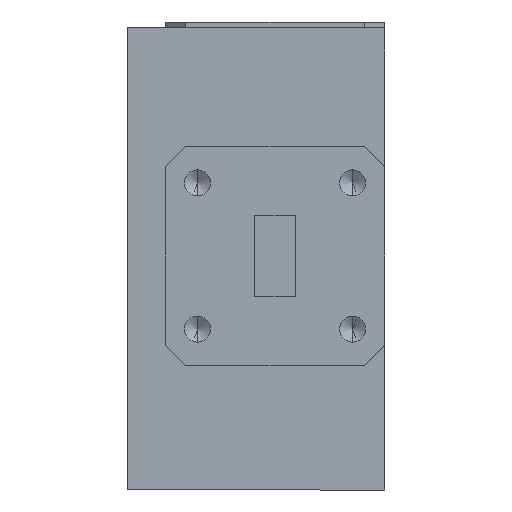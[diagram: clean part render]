
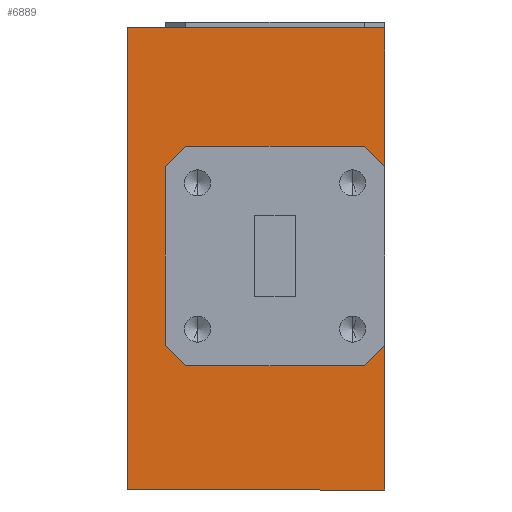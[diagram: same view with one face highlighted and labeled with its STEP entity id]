
A CAD part, left-side view. The second image highlights one B-rep face of the part: STEP entity #6889.
In plain terms, the highlighted planar face has unit normal (-1, 0, 0).
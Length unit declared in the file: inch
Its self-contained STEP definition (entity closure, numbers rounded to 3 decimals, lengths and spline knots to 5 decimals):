
#17 = DIRECTION ( 'NONE',  ( -1., 0., 0. ) ) ;
#146 = VERTEX_POINT ( 'NONE', #1376 ) ;
#147 = VECTOR ( 'NONE', #3831, 39.37008 ) ;
#233 = DIRECTION ( 'NONE',  ( 0., -1., 0. ) ) ;
#270 = ORIENTED_EDGE ( 'NONE', *, *, #2456, .T. ) ;
#470 = CARTESIAN_POINT ( 'NONE',  ( -0.78, 0., 0. ) ) ;
#563 = FACE_OUTER_BOUND ( 'NONE', #5439, .T. ) ;
#805 = VERTEX_POINT ( 'NONE', #6330 ) ;
#864 = EDGE_CURVE ( 'NONE', #1400, #5779, #7249, .T. ) ;
#873 = EDGE_CURVE ( 'NONE', #1400, #5928, #7283, .T. ) ;
#965 = ORIENTED_EDGE ( 'NONE', *, *, #1625, .F. ) ;
#974 = LINE ( 'NONE', #4580, #5822 ) ;
#1043 = ORIENTED_EDGE ( 'NONE', *, *, #2915, .T. ) ;
#1154 = CARTESIAN_POINT ( 'NONE',  ( -0.78, 0., 0.78 ) ) ;
#1376 = CARTESIAN_POINT ( 'NONE',  ( -0.78, 0., -0.305 ) ) ;
#1400 = VERTEX_POINT ( 'NONE', #3697 ) ;
#1507 = LINE ( 'NONE', #2153, #4115 ) ;
#1625 = EDGE_CURVE ( 'NONE', #7179, #805, #5492, .T. ) ;
#1843 = LINE ( 'NONE', #470, #6880 ) ;
#1878 = VECTOR ( 'NONE', #3232, 39.37008 ) ;
#1892 = VERTEX_POINT ( 'NONE', #2785 ) ;
#1927 = LINE ( 'NONE', #5371, #2185 ) ;
#1953 = VERTEX_POINT ( 'NONE', #6437 ) ;
#1974 = CARTESIAN_POINT ( 'NONE',  ( -0.78, 0.75, -0.305 ) ) ;
#2121 = CARTESIAN_POINT ( 'NONE',  ( -0.78, 0.75, 0.305 ) ) ;
#2153 = CARTESIAN_POINT ( 'NONE',  ( -0.78, 0., 0. ) ) ;
#2185 = VECTOR ( 'NONE', #233, 39.37008 ) ;
#2220 = DIRECTION ( 'NONE',  ( 0., -1., 0. ) ) ;
#2373 = VECTOR ( 'NONE', #2220, 39.37008 ) ;
#2456 = EDGE_CURVE ( 'NONE', #7179, #5779, #1507, .T. ) ;
#2629 = ORIENTED_EDGE ( 'NONE', *, *, #4254, .T. ) ;
#2695 = ORIENTED_EDGE ( 'NONE', *, *, #5783, .T. ) ;
#2735 = VERTEX_POINT ( 'NONE', #6539 ) ;
#2785 = CARTESIAN_POINT ( 'NONE',  ( -0.78, 0.68, -0.375 ) ) ;
#2844 = ORIENTED_EDGE ( 'NONE', *, *, #4672, .T. ) ;
#2851 = CARTESIAN_POINT ( 'NONE',  ( -0.78, 0.44, 0. ) ) ;
#2915 = EDGE_CURVE ( 'NONE', #3378, #805, #1927, .T. ) ;
#3148 = VECTOR ( 'NONE', #4791, 39.37008 ) ;
#3174 = CARTESIAN_POINT ( 'NONE',  ( -0.78, 0.68, -0.375 ) ) ;
#3232 = DIRECTION ( 'NONE',  ( 0., -1., 0. ) ) ;
#3279 = VECTOR ( 'NONE', #7188, 39.37008 ) ;
#3343 = DIRECTION ( 'NONE',  ( 0., 0., 1. ) ) ;
#3378 = VERTEX_POINT ( 'NONE', #5353 ) ;
#3455 = CARTESIAN_POINT ( 'NONE',  ( -0.78, 0.88, 0. ) ) ;
#3471 = DIRECTION ( 'NONE',  ( 0., 0., 1. ) ) ;
#3489 = CARTESIAN_POINT ( 'NONE',  ( -0.78, 0., 0.305 ) ) ;
#3529 = ORIENTED_EDGE ( 'NONE', *, *, #4981, .T. ) ;
#3543 = ORIENTED_EDGE ( 'NONE', *, *, #864, .F. ) ;
#3697 = CARTESIAN_POINT ( 'NONE',  ( -0.78, 0.88, 0.78 ) ) ;
#3700 = LINE ( 'NONE', #6055, #6267 ) ;
#3820 = CARTESIAN_POINT ( 'NONE',  ( -0.78, 0.44, 0.78 ) ) ;
#3831 = DIRECTION ( 'NONE',  ( 0., 0.707, 0.707 ) ) ;
#4105 = CARTESIAN_POINT ( 'NONE',  ( -0.78, 0.75, 0.305 ) ) ;
#4115 = VECTOR ( 'NONE', #4476, 39.37008 ) ;
#4163 = EDGE_CURVE ( 'NONE', #1892, #1953, #4407, .T. ) ;
#4233 = VERTEX_POINT ( 'NONE', #6575 ) ;
#4254 = EDGE_CURVE ( 'NONE', #4233, #146, #1843, .T. ) ;
#4360 = ORIENTED_EDGE ( 'NONE', *, *, #873, .T. ) ;
#4407 = LINE ( 'NONE', #6737, #1878 ) ;
#4476 = DIRECTION ( 'NONE',  ( 0., 0., 1. ) ) ;
#4580 = CARTESIAN_POINT ( 'NONE',  ( -0.78, 0.445, -0.8 ) ) ;
#4672 = EDGE_CURVE ( 'NONE', #5724, #3378, #4988, .T. ) ;
#4687 = PLANE ( 'NONE',  #7343 ) ;
#4791 = DIRECTION ( 'NONE',  ( 0., 0.707, 0.707 ) ) ;
#4946 = VECTOR ( 'NONE', #6662, 39.37008 ) ;
#4968 = ORIENTED_EDGE ( 'NONE', *, *, #6203, .F. ) ;
#4981 = EDGE_CURVE ( 'NONE', #1892, #2735, #5009, .T. ) ;
#4988 = LINE ( 'NONE', #4105, #4946 ) ;
#4990 = ORIENTED_EDGE ( 'NONE', *, *, #6946, .T. ) ;
#5009 = LINE ( 'NONE', #3174, #147 ) ;
#5083 = DIRECTION ( 'NONE',  ( 0., -1., 0. ) ) ;
#5247 = ORIENTED_EDGE ( 'NONE', *, *, #4163, .F. ) ;
#5353 = CARTESIAN_POINT ( 'NONE',  ( -0.78, 0.68, 0.375 ) ) ;
#5371 = CARTESIAN_POINT ( 'NONE',  ( -0.78, 0.68, 0.375 ) ) ;
#5439 = EDGE_LOOP ( 'NONE', ( #270, #3543, #4360, #2695, #2629, #4968, #5247, #3529, #4990, #2844, #1043, #965 ) ) ;
#5492 = LINE ( 'NONE', #3489, #3148 ) ;
#5547 = CARTESIAN_POINT ( 'NONE',  ( -0.78, 0.88, -0.8 ) ) ;
#5686 = CARTESIAN_POINT ( 'NONE',  ( -0.78, 0., 0.305 ) ) ;
#5724 = VERTEX_POINT ( 'NONE', #2121 ) ;
#5762 = LINE ( 'NONE', #1974, #3279 ) ;
#5779 = VERTEX_POINT ( 'NONE', #1154 ) ;
#5783 = EDGE_CURVE ( 'NONE', #5928, #4233, #974, .T. ) ;
#5822 = VECTOR ( 'NONE', #5083, 39.37008 ) ;
#5836 = DIRECTION ( 'NONE',  ( 0., 0., -1. ) ) ;
#5928 = VERTEX_POINT ( 'NONE', #5547 ) ;
#6055 = CARTESIAN_POINT ( 'NONE',  ( -0.78, 0.07, -0.375 ) ) ;
#6203 = EDGE_CURVE ( 'NONE', #1953, #146, #3700, .T. ) ;
#6267 = VECTOR ( 'NONE', #7030, 39.37008 ) ;
#6330 = CARTESIAN_POINT ( 'NONE',  ( -0.78, 0.07, 0.375 ) ) ;
#6437 = CARTESIAN_POINT ( 'NONE',  ( -0.78, 0.07, -0.375 ) ) ;
#6539 = CARTESIAN_POINT ( 'NONE',  ( -0.78, 0.75, -0.305 ) ) ;
#6575 = CARTESIAN_POINT ( 'NONE',  ( -0.78, 0., -0.8 ) ) ;
#6662 = DIRECTION ( 'NONE',  ( 0., -0.707, 0.707 ) ) ;
#6737 = CARTESIAN_POINT ( 'NONE',  ( -0.78, 0.68, -0.375 ) ) ;
#6880 = VECTOR ( 'NONE', #3343, 39.37008 ) ;
#6889 = ADVANCED_FACE ( 'NONE', ( #563 ), #4687, .T. ) ;
#6946 = EDGE_CURVE ( 'NONE', #2735, #5724, #5762, .T. ) ;
#7030 = DIRECTION ( 'NONE',  ( 0., -0.707, 0.707 ) ) ;
#7179 = VERTEX_POINT ( 'NONE', #5686 ) ;
#7188 = DIRECTION ( 'NONE',  ( 0., 0., 1. ) ) ;
#7249 = LINE ( 'NONE', #3820, #2373 ) ;
#7283 = LINE ( 'NONE', #3455, #7300 ) ;
#7300 = VECTOR ( 'NONE', #5836, 39.37008 ) ;
#7343 = AXIS2_PLACEMENT_3D ( 'NONE', #2851, #17, #3471 ) ;
